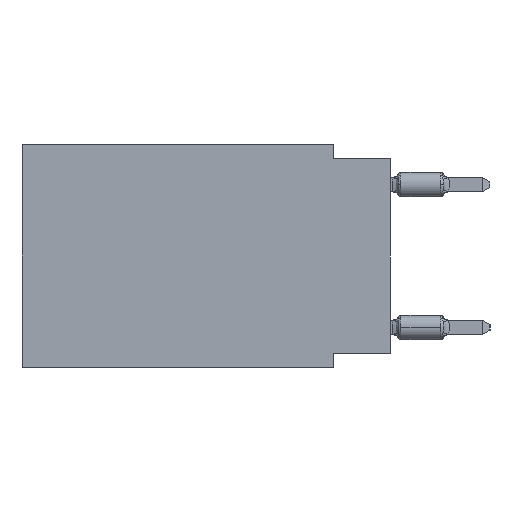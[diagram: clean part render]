
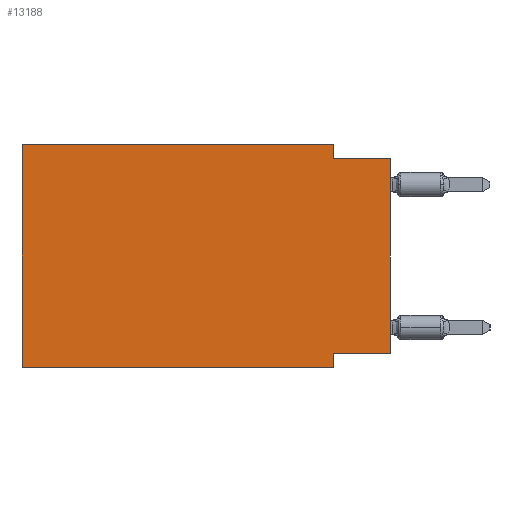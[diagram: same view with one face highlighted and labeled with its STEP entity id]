
A CAD part, left-side view. The second image highlights one B-rep face of the part: STEP entity #13188.
In plain terms, the highlighted planar face has unit normal (-1, 0, 0).
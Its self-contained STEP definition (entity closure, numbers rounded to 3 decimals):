
#464 = VECTOR ( 'NONE', #23467, 1000. ) ;
#854 = LINE ( 'NONE', #4960, #464 ) ;
#1566 = ORIENTED_EDGE ( 'NONE', *, *, #50391, .F. ) ;
#1911 = CARTESIAN_POINT ( 'NONE',  ( 0., 16.383, 0. ) ) ;
#2407 = CARTESIAN_POINT ( 'NONE',  ( 0., 2.54, -0.635 ) ) ;
#3345 = LINE ( 'NONE', #19008, #20416 ) ;
#4621 = VERTEX_POINT ( 'NONE', #33966 ) ;
#4960 = CARTESIAN_POINT ( 'NONE',  ( 0., 16.383, -9.906 ) ) ;
#6585 = DIRECTION ( 'NONE',  ( 0., -1., 0. ) ) ;
#6959 = VERTEX_POINT ( 'NONE', #2407 ) ;
#7458 = CARTESIAN_POINT ( 'NONE',  ( 0., 2.54, -9.906 ) ) ;
#7880 = EDGE_CURVE ( 'NONE', #30767, #6959, #25048, .T. ) ;
#9697 = VECTOR ( 'NONE', #46348, 1000. ) ;
#10009 = VERTEX_POINT ( 'NONE', #11309 ) ;
#10418 = FACE_OUTER_BOUND ( 'NONE', #28576, .T. ) ;
#11309 = CARTESIAN_POINT ( 'NONE',  ( 0., 0., -9.271 ) ) ;
#12104 = VECTOR ( 'NONE', #16843, 1000. ) ;
#13188 = ADVANCED_FACE ( 'NONE', ( #10418 ), #37119, .F. ) ;
#13469 = EDGE_CURVE ( 'NONE', #41338, #33490, #42510, .T. ) ;
#13976 = ORIENTED_EDGE ( 'NONE', *, *, #7880, .F. ) ;
#14007 = DIRECTION ( 'NONE',  ( 1., 0., 0. ) ) ;
#16586 = CARTESIAN_POINT ( 'NONE',  ( 0., 0., 0. ) ) ;
#16648 = CARTESIAN_POINT ( 'NONE',  ( 0., 0., -0.635 ) ) ;
#16733 = VECTOR ( 'NONE', #16899, 1000. ) ;
#16843 = DIRECTION ( 'NONE',  ( 0., 0., 1. ) ) ;
#16899 = DIRECTION ( 'NONE',  ( 0., -1., 0. ) ) ;
#17586 = LINE ( 'NONE', #16586, #12104 ) ;
#18242 = EDGE_CURVE ( 'NONE', #10009, #38764, #17586, .T. ) ;
#19008 = CARTESIAN_POINT ( 'NONE',  ( 0., 16.383, 0. ) ) ;
#20416 = VECTOR ( 'NONE', #42649, 1000. ) ;
#20943 = CARTESIAN_POINT ( 'NONE',  ( 0., 16.383, 0. ) ) ;
#21484 = VERTEX_POINT ( 'NONE', #20943 ) ;
#21776 = EDGE_CURVE ( 'NONE', #4621, #33490, #854, .T. ) ;
#23467 = DIRECTION ( 'NONE',  ( 0., -1., 0. ) ) ;
#23841 = LINE ( 'NONE', #35660, #16733 ) ;
#24522 = LINE ( 'NONE', #48405, #31619 ) ;
#24768 = DIRECTION ( 'NONE',  ( 0., 1., 0. ) ) ;
#25048 = LINE ( 'NONE', #48673, #47715 ) ;
#25853 = CARTESIAN_POINT ( 'NONE',  ( 0., 16.383, 0. ) ) ;
#25865 = EDGE_CURVE ( 'NONE', #6959, #38764, #23841, .T. ) ;
#28221 = VECTOR ( 'NONE', #6585, 1000. ) ;
#28576 = EDGE_LOOP ( 'NONE', ( #50003, #44120, #13976, #1566, #36152, #41904, #41562, #33795 ) ) ;
#29917 = DIRECTION ( 'NONE',  ( 0., 0., -1. ) ) ;
#30767 = VERTEX_POINT ( 'NONE', #47916 ) ;
#31619 = VECTOR ( 'NONE', #24768, 1000. ) ;
#33490 = VERTEX_POINT ( 'NONE', #7458 ) ;
#33795 = ORIENTED_EDGE ( 'NONE', *, *, #33970, .F. ) ;
#33966 = CARTESIAN_POINT ( 'NONE',  ( 0., 16.383, -9.906 ) ) ;
#33970 = EDGE_CURVE ( 'NONE', #10009, #41338, #24522, .T. ) ;
#34538 = CARTESIAN_POINT ( 'NONE',  ( 0., 2.54, -9.906 ) ) ;
#35660 = CARTESIAN_POINT ( 'NONE',  ( 0., 0., -0.635 ) ) ;
#36152 = ORIENTED_EDGE ( 'NONE', *, *, #46735, .F. ) ;
#37119 = PLANE ( 'NONE',  #40858 ) ;
#37925 = CARTESIAN_POINT ( 'NONE',  ( 0., 2.54, -9.271 ) ) ;
#38764 = VERTEX_POINT ( 'NONE', #16648 ) ;
#40858 = AXIS2_PLACEMENT_3D ( 'NONE', #1911, #14007, #41484 ) ;
#41338 = VERTEX_POINT ( 'NONE', #37925 ) ;
#41484 = DIRECTION ( 'NONE',  ( 0., 0., -1. ) ) ;
#41562 = ORIENTED_EDGE ( 'NONE', *, *, #13469, .F. ) ;
#41904 = ORIENTED_EDGE ( 'NONE', *, *, #21776, .T. ) ;
#42510 = LINE ( 'NONE', #34538, #9697 ) ;
#42649 = DIRECTION ( 'NONE',  ( 0., 0., 1. ) ) ;
#44120 = ORIENTED_EDGE ( 'NONE', *, *, #25865, .F. ) ;
#46348 = DIRECTION ( 'NONE',  ( 0., 0., -1. ) ) ;
#46735 = EDGE_CURVE ( 'NONE', #4621, #21484, #3345, .T. ) ;
#47715 = VECTOR ( 'NONE', #29917, 1000. ) ;
#47916 = CARTESIAN_POINT ( 'NONE',  ( 0., 2.54, 0. ) ) ;
#48405 = CARTESIAN_POINT ( 'NONE',  ( 0., 0., -9.271 ) ) ;
#48673 = CARTESIAN_POINT ( 'NONE',  ( 0., 2.54, 0. ) ) ;
#49749 = LINE ( 'NONE', #25853, #28221 ) ;
#50003 = ORIENTED_EDGE ( 'NONE', *, *, #18242, .T. ) ;
#50391 = EDGE_CURVE ( 'NONE', #21484, #30767, #49749, .T. ) ;
